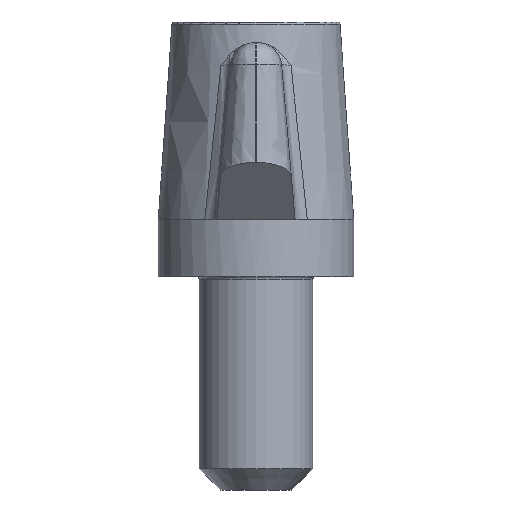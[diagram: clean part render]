
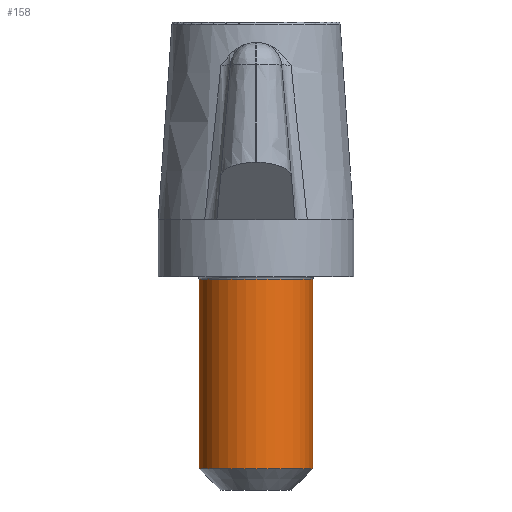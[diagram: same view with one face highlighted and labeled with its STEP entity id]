
A CAD part, front view. The second image highlights one B-rep face of the part: STEP entity #158.
In plain terms, the highlighted cylindrical face has radius 4 mm (diameter 8 mm), a full revolution.
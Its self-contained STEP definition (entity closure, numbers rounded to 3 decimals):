
#158 = ADVANCED_FACE( '', ( #324, #325 ), #326, .T. );
#324 = FACE_OUTER_BOUND( '', #3164, .T. );
#325 = FACE_OUTER_BOUND( '', #3165, .T. );
#326 = CYLINDRICAL_SURFACE( '', #3166, 4. );
#3164 = EDGE_LOOP( '', ( #3526 ) );
#3165 = EDGE_LOOP( '', ( #3527 ) );
#3166 = AXIS2_PLACEMENT_3D( '', #3528, #3529, #3530 );
#3526 = ORIENTED_EDGE( '', *, *, #3635, .T. );
#3527 = ORIENTED_EDGE( '', *, *, #3661, .T. );
#3528 = CARTESIAN_POINT( '', ( 0., 0., -57. ) );
#3529 = DIRECTION( '', ( 0., 0., -1. ) );
#3530 = DIRECTION( '', ( 1., 0., 0. ) );
#3635 = EDGE_CURVE( '', #3829, #3829, #3830, .F. );
#3661 = EDGE_CURVE( '', #3867, #3867, #3868, .T. );
#3829 = VERTEX_POINT( '', #4512 );
#3830 = CIRCLE( '', #4513, 4. );
#3867 = VERTEX_POINT( '', #4677 );
#3868 = CIRCLE( '', #4678, 4. );
#4512 = CARTESIAN_POINT( '', ( 4., 0., -0.183 ) );
#4513 = AXIS2_PLACEMENT_3D( '', #4976, #4977, #4978 );
#4677 = CARTESIAN_POINT( '', ( 4., 0., -13.5 ) );
#4678 = AXIS2_PLACEMENT_3D( '', #5003, #5004, #5005 );
#4976 = CARTESIAN_POINT( '', ( 0., 0., -0.183 ) );
#4977 = DIRECTION( '', ( 0., 0., 1. ) );
#4978 = DIRECTION( '', ( 1., 0., 0. ) );
#5003 = CARTESIAN_POINT( '', ( 0., 0., -13.5 ) );
#5004 = DIRECTION( '', ( 0., 0., 1. ) );
#5005 = DIRECTION( '', ( 1., 0., 0. ) );
